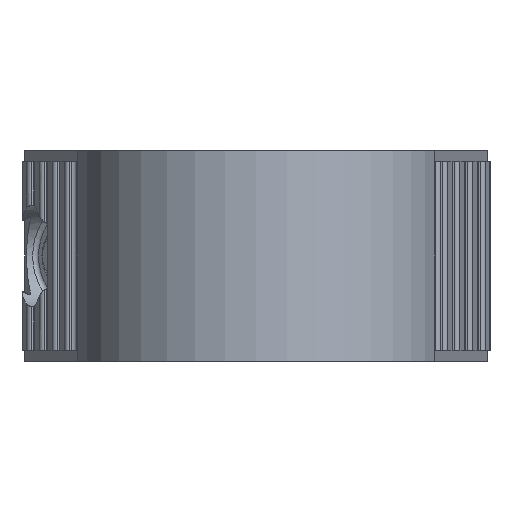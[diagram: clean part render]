
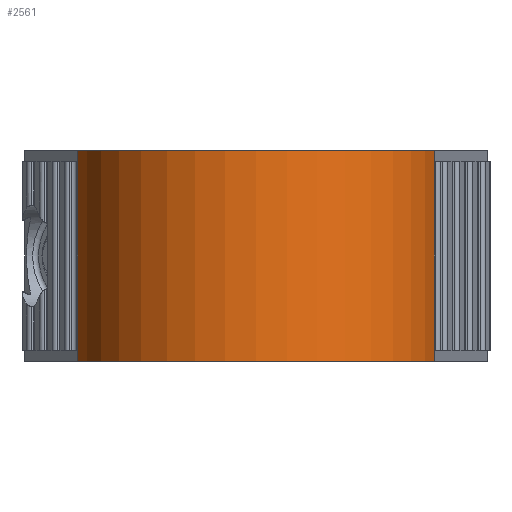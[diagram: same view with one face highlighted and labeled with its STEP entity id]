
A CAD part, front view. The second image highlights one B-rep face of the part: STEP entity #2561.
In plain terms, the highlighted cylindrical face has radius 8.65 mm (diameter 17.3 mm), a partial arc.
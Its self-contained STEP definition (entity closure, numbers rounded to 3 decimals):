
#149=CIRCLE('',#2775,8.65);
#150=CIRCLE('',#2776,8.65);
#327=LINE('',#4181,#529);
#329=LINE('',#4187,#531);
#529=VECTOR('',#3217,1000.);
#531=VECTOR('',#3223,1000.);
#819=ORIENTED_EDGE('',*,*,#1560,.T.);
#820=ORIENTED_EDGE('',*,*,#1561,.F.);
#821=ORIENTED_EDGE('',*,*,#1562,.F.);
#822=ORIENTED_EDGE('',*,*,#1558,.T.);
#1558=EDGE_CURVE('',#1916,#1915,#327,.T.);
#1560=EDGE_CURVE('',#1915,#1917,#149,.T.);
#1561=EDGE_CURVE('',#1918,#1917,#329,.T.);
#1562=EDGE_CURVE('',#1916,#1918,#150,.T.);
#1915=VERTEX_POINT('',#4180);
#1916=VERTEX_POINT('',#4182);
#1917=VERTEX_POINT('',#4186);
#1918=VERTEX_POINT('',#4188);
#2139=EDGE_LOOP('',(#819,#820,#821,#822));
#2315=FACE_BOUND('',#2139,.T.);
#2479=CYLINDRICAL_SURFACE('',#2774,8.65);
#2561=ADVANCED_FACE('',(#2315),#2479,.T.);
#2774=AXIS2_PLACEMENT_3D('',#4184,#3219,#3220);
#2775=AXIS2_PLACEMENT_3D('',#4185,#3221,#3222);
#2776=AXIS2_PLACEMENT_3D('',#4189,#3224,#3225);
#3217=DIRECTION('',(0.,0.,-1.));
#3219=DIRECTION('',(0.,0.,-1.));
#3220=DIRECTION('',(-1.,0.,0.));
#3221=DIRECTION('',(0.,0.,1.));
#3222=DIRECTION('',(1.,0.,0.));
#3223=DIRECTION('',(0.,0.,-1.));
#3224=DIRECTION('',(0.,0.,1.));
#3225=DIRECTION('',(1.,0.,0.));
#4180=CARTESIAN_POINT('',(-8.464,-1.787,-5.));
#4181=CARTESIAN_POINT('',(-8.464,-1.787,5.));
#4182=CARTESIAN_POINT('',(-8.464,-1.787,5.));
#4184=CARTESIAN_POINT('',(0.,0.,5.));
#4185=CARTESIAN_POINT('',(0.,0.,-5.));
#4186=CARTESIAN_POINT('',(8.464,-1.787,-5.));
#4187=CARTESIAN_POINT('',(8.464,-1.787,5.));
#4188=CARTESIAN_POINT('',(8.464,-1.787,5.));
#4189=CARTESIAN_POINT('',(0.,0.,5.));
